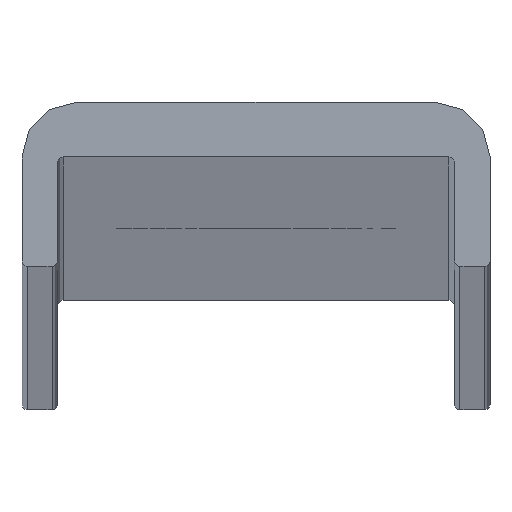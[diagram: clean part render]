
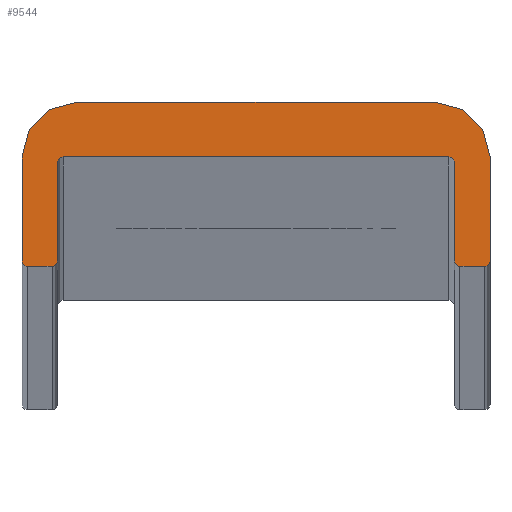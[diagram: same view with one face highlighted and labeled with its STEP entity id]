
A CAD part, top view. The second image highlights one B-rep face of the part: STEP entity #9544.
In plain terms, the highlighted planar face has unit normal (0, 0, 1).
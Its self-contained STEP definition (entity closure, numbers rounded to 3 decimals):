
#54 = VERTEX_POINT ( 'NONE', #1473 ) ;
#137 = VERTEX_POINT ( 'NONE', #2899 ) ;
#246 = EDGE_CURVE ( 'NONE', #422, #16808, #16193, .T. ) ;
#407 = EDGE_CURVE ( 'NONE', #11330, #14577, #10340, .T. ) ;
#422 = VERTEX_POINT ( 'NONE', #12006 ) ;
#712 = CARTESIAN_POINT ( 'NONE',  ( -6.55, 6., 1500. ) ) ;
#782 = CIRCLE ( 'NONE', #13459, 0.2 ) ;
#887 = CARTESIAN_POINT ( 'NONE',  ( -8.55, 4., 1500. ) ) ;
#1026 = CIRCLE ( 'NONE', #10169, 0.2 ) ;
#1131 = EDGE_CURVE ( 'NONE', #11212, #11330, #8603, .T. ) ;
#1366 = DIRECTION ( 'NONE',  ( 1., 0., 0. ) ) ;
#1473 = CARTESIAN_POINT ( 'NONE',  ( 7.05, 4., 1500. ) ) ;
#1514 = VECTOR ( 'NONE', #2131, 1000. ) ;
#1941 = AXIS2_PLACEMENT_3D ( 'NONE', #11541, #3336, #14197 ) ;
#1953 = AXIS2_PLACEMENT_3D ( 'NONE', #9519, #5360, #17794 ) ;
#2131 = DIRECTION ( 'NONE',  ( 0., -1., 0. ) ) ;
#2382 = ORIENTED_EDGE ( 'NONE', *, *, #5661, .T. ) ;
#2384 = CARTESIAN_POINT ( 'NONE',  ( -6.55, 6., 1500. ) ) ;
#2446 = CARTESIAN_POINT ( 'NONE',  ( -6.55, 4., 1500. ) ) ;
#2458 = CARTESIAN_POINT ( 'NONE',  ( -8.35, 0., 1500. ) ) ;
#2613 = EDGE_CURVE ( 'NONE', #12405, #11212, #1026, .T. ) ;
#2899 = CARTESIAN_POINT ( 'NONE',  ( 6.55, 6., 1500. ) ) ;
#3285 = ORIENTED_EDGE ( 'NONE', *, *, #13381, .T. ) ;
#3336 = DIRECTION ( 'NONE',  ( 0., 0., 1. ) ) ;
#3382 = CARTESIAN_POINT ( 'NONE',  ( -7.05, 4., 1500. ) ) ;
#3759 = ORIENTED_EDGE ( 'NONE', *, *, #407, .T. ) ;
#3790 = VECTOR ( 'NONE', #9883, 1000. ) ;
#3965 = CIRCLE ( 'NONE', #1941, 0.2 ) ;
#4017 = ORIENTED_EDGE ( 'NONE', *, *, #1131, .T. ) ;
#4028 = CARTESIAN_POINT ( 'NONE',  ( 7.05, 3.8, 1500. ) ) ;
#4033 = CARTESIAN_POINT ( 'NONE',  ( 8.55, 4., 1500. ) ) ;
#4338 = LINE ( 'NONE', #8135, #5837 ) ;
#4495 = EDGE_CURVE ( 'NONE', #14955, #6369, #12657, .T. ) ;
#4697 = PLANE ( 'NONE',  #17161 ) ;
#4704 = VECTOR ( 'NONE', #8177, 1000. ) ;
#4753 = VERTEX_POINT ( 'NONE', #11262 ) ;
#4767 = LINE ( 'NONE', #10021, #13426 ) ;
#4781 = CARTESIAN_POINT ( 'NONE',  ( -7.45, 0., 1500. ) ) ;
#4948 = CARTESIAN_POINT ( 'NONE',  ( 7.45, 0., 1500. ) ) ;
#4957 = DIRECTION ( 'NONE',  ( 0., 0., 1. ) ) ;
#5019 = AXIS2_PLACEMENT_3D ( 'NONE', #13856, #15228, #8363 ) ;
#5020 = DIRECTION ( 'NONE',  ( 1., 0., 0. ) ) ;
#5360 = DIRECTION ( 'NONE',  ( 0., 0., 1. ) ) ;
#5400 = CARTESIAN_POINT ( 'NONE',  ( -7.25, 3.8, 1500. ) ) ;
#5407 = DIRECTION ( 'NONE',  ( 0., 0., -1. ) ) ;
#5639 = VECTOR ( 'NONE', #6428, 1000. ) ;
#5661 = EDGE_CURVE ( 'NONE', #54, #7869, #782, .T. ) ;
#5752 = CARTESIAN_POINT ( 'NONE',  ( 8.35, 0., 1500. ) ) ;
#5837 = VECTOR ( 'NONE', #12060, 1000. ) ;
#6220 = CARTESIAN_POINT ( 'NONE',  ( -7.45, 0.2, 1500. ) ) ;
#6294 = ORIENTED_EDGE ( 'NONE', *, *, #16778, .T. ) ;
#6369 = VERTEX_POINT ( 'NONE', #887 ) ;
#6428 = DIRECTION ( 'NONE',  ( 1., 0., 0. ) ) ;
#6635 = AXIS2_PLACEMENT_3D ( 'NONE', #2446, #13417, #5020 ) ;
#6699 = ORIENTED_EDGE ( 'NONE', *, *, #246, .T. ) ;
#6967 = VERTEX_POINT ( 'NONE', #5752 ) ;
#7096 = EDGE_CURVE ( 'NONE', #16775, #14101, #17137, .T. ) ;
#7617 = VERTEX_POINT ( 'NONE', #4948 ) ;
#7784 = EDGE_CURVE ( 'NONE', #14101, #137, #9984, .T. ) ;
#7789 = ORIENTED_EDGE ( 'NONE', *, *, #15738, .T. ) ;
#7869 = VERTEX_POINT ( 'NONE', #12827 ) ;
#8135 = CARTESIAN_POINT ( 'NONE',  ( -7.05, 4., 1500. ) ) ;
#8177 = DIRECTION ( 'NONE',  ( 0., -1., 0. ) ) ;
#8295 = LINE ( 'NONE', #712, #8492 ) ;
#8363 = DIRECTION ( 'NONE',  ( -1., 0., 0. ) ) ;
#8492 = VECTOR ( 'NONE', #11872, 1000. ) ;
#8514 = CARTESIAN_POINT ( 'NONE',  ( 8.55, 4., 1500. ) ) ;
#8603 = LINE ( 'NONE', #11674, #14428 ) ;
#8744 = DIRECTION ( 'NONE',  ( 1., 0., 0. ) ) ;
#8864 = CARTESIAN_POINT ( 'NONE',  ( 7.25, 3.8, 1500. ) ) ;
#9519 = CARTESIAN_POINT ( 'NONE',  ( -8.35, 0.2, 1500. ) ) ;
#9544 = ADVANCED_FACE ( 'NONE', ( #9748 ), #4697, .F. ) ;
#9748 = FACE_OUTER_BOUND ( 'NONE', #17348, .T. ) ;
#9883 = DIRECTION ( 'NONE',  ( 0., 1., 0. ) ) ;
#9984 = CIRCLE ( 'NONE', #5019, 2. ) ;
#10021 = CARTESIAN_POINT ( 'NONE',  ( 7.45, 0., 1500. ) ) ;
#10054 = EDGE_CURVE ( 'NONE', #137, #14955, #8295, .T. ) ;
#10143 = DIRECTION ( 'NONE',  ( 0., 1., 0. ) ) ;
#10169 = AXIS2_PLACEMENT_3D ( 'NONE', #6220, #4957, #14614 ) ;
#10181 = LINE ( 'NONE', #8864, #1514 ) ;
#10340 = CIRCLE ( 'NONE', #16722, 0.2 ) ;
#10954 = CARTESIAN_POINT ( 'NONE',  ( -7.25, 0.2, 1500. ) ) ;
#11212 = VERTEX_POINT ( 'NONE', #10954 ) ;
#11262 = CARTESIAN_POINT ( 'NONE',  ( 7.25, 0.2, 1500. ) ) ;
#11330 = VERTEX_POINT ( 'NONE', #5400 ) ;
#11541 = CARTESIAN_POINT ( 'NONE',  ( 7.45, 0.2, 1500. ) ) ;
#11674 = CARTESIAN_POINT ( 'NONE',  ( -7.25, 0.2, 1500. ) ) ;
#11872 = DIRECTION ( 'NONE',  ( -1., 0., 0. ) ) ;
#11939 = EDGE_CURVE ( 'NONE', #4753, #7617, #3965, .T. ) ;
#12006 = CARTESIAN_POINT ( 'NONE',  ( -8.55, 0.2, 1500. ) ) ;
#12057 = LINE ( 'NONE', #16435, #4704 ) ;
#12060 = DIRECTION ( 'NONE',  ( 1., 0., 0. ) ) ;
#12074 = EDGE_CURVE ( 'NONE', #16808, #12405, #13014, .T. ) ;
#12405 = VERTEX_POINT ( 'NONE', #4781 ) ;
#12657 = CIRCLE ( 'NONE', #6635, 2. ) ;
#12665 = CIRCLE ( 'NONE', #16738, 0.2 ) ;
#12827 = CARTESIAN_POINT ( 'NONE',  ( 7.25, 3.8, 1500. ) ) ;
#13014 = LINE ( 'NONE', #2458, #5639 ) ;
#13331 = ORIENTED_EDGE ( 'NONE', *, *, #15164, .T. ) ;
#13381 = EDGE_CURVE ( 'NONE', #14577, #54, #4338, .T. ) ;
#13417 = DIRECTION ( 'NONE',  ( 0., 0., 1. ) ) ;
#13426 = VECTOR ( 'NONE', #14078, 1000. ) ;
#13459 = AXIS2_PLACEMENT_3D ( 'NONE', #4028, #5407, #1366 ) ;
#13462 = DIRECTION ( 'NONE',  ( 0., 0., -1. ) ) ;
#13681 = EDGE_CURVE ( 'NONE', #7617, #6967, #4767, .T. ) ;
#13749 = ORIENTED_EDGE ( 'NONE', *, *, #2613, .T. ) ;
#13856 = CARTESIAN_POINT ( 'NONE',  ( 6.55, 4., 1500. ) ) ;
#13922 = ORIENTED_EDGE ( 'NONE', *, *, #7096, .T. ) ;
#14048 = ORIENTED_EDGE ( 'NONE', *, *, #13681, .T. ) ;
#14078 = DIRECTION ( 'NONE',  ( 1., 0., 0. ) ) ;
#14101 = VERTEX_POINT ( 'NONE', #4033 ) ;
#14120 = ORIENTED_EDGE ( 'NONE', *, *, #12074, .T. ) ;
#14197 = DIRECTION ( 'NONE',  ( -1., 0., 0. ) ) ;
#14200 = ORIENTED_EDGE ( 'NONE', *, *, #7784, .T. ) ;
#14417 = CARTESIAN_POINT ( 'NONE',  ( 8.55, 0.2, 1500. ) ) ;
#14428 = VECTOR ( 'NONE', #10143, 1000. ) ;
#14484 = CARTESIAN_POINT ( 'NONE',  ( 8.35, 0.2, 1500. ) ) ;
#14542 = CARTESIAN_POINT ( 'NONE',  ( 6.55, 4., 1500. ) ) ;
#14577 = VERTEX_POINT ( 'NONE', #3382 ) ;
#14614 = DIRECTION ( 'NONE',  ( 1., 0., 0. ) ) ;
#14754 = ORIENTED_EDGE ( 'NONE', *, *, #10054, .T. ) ;
#14836 = DIRECTION ( 'NONE',  ( 1., 0., 0. ) ) ;
#14955 = VERTEX_POINT ( 'NONE', #2384 ) ;
#15164 = EDGE_CURVE ( 'NONE', #7869, #4753, #10181, .T. ) ;
#15228 = DIRECTION ( 'NONE',  ( 0., 0., 1. ) ) ;
#15679 = CARTESIAN_POINT ( 'NONE',  ( -8.35, 0., 1500. ) ) ;
#15738 = EDGE_CURVE ( 'NONE', #6369, #422, #12057, .T. ) ;
#15869 = DIRECTION ( 'NONE',  ( -1., 0., 0. ) ) ;
#15874 = DIRECTION ( 'NONE',  ( 0., 0., 1. ) ) ;
#16193 = CIRCLE ( 'NONE', #1953, 0.2 ) ;
#16435 = CARTESIAN_POINT ( 'NONE',  ( -8.55, 0.2, 1500. ) ) ;
#16722 = AXIS2_PLACEMENT_3D ( 'NONE', #17681, #13462, #14836 ) ;
#16738 = AXIS2_PLACEMENT_3D ( 'NONE', #14484, #15874, #8744 ) ;
#16775 = VERTEX_POINT ( 'NONE', #14417 ) ;
#16778 = EDGE_CURVE ( 'NONE', #6967, #16775, #12665, .T. ) ;
#16804 = ORIENTED_EDGE ( 'NONE', *, *, #4495, .T. ) ;
#16808 = VERTEX_POINT ( 'NONE', #15679 ) ;
#17112 = DIRECTION ( 'NONE',  ( 0., 0., -1. ) ) ;
#17137 = LINE ( 'NONE', #8514, #3790 ) ;
#17161 = AXIS2_PLACEMENT_3D ( 'NONE', #14542, #17112, #15869 ) ;
#17267 = ORIENTED_EDGE ( 'NONE', *, *, #11939, .T. ) ;
#17348 = EDGE_LOOP ( 'NONE', ( #14200, #14754, #16804, #7789, #6699, #14120, #13749, #4017, #3759, #3285, #2382, #13331, #17267, #14048, #6294, #13922 ) ) ;
#17681 = CARTESIAN_POINT ( 'NONE',  ( -7.05, 3.8, 1500. ) ) ;
#17794 = DIRECTION ( 'NONE',  ( -1., 0., 0. ) ) ;
